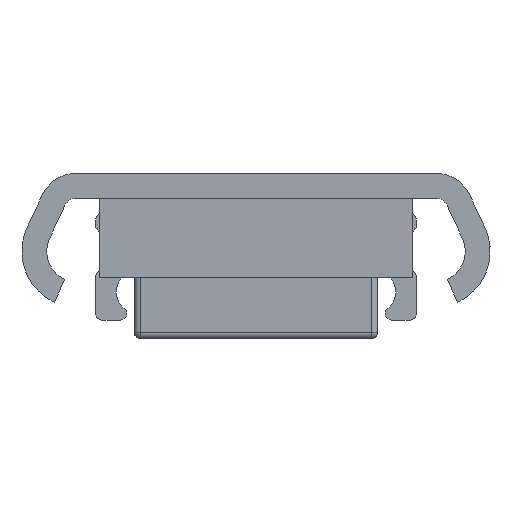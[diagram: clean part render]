
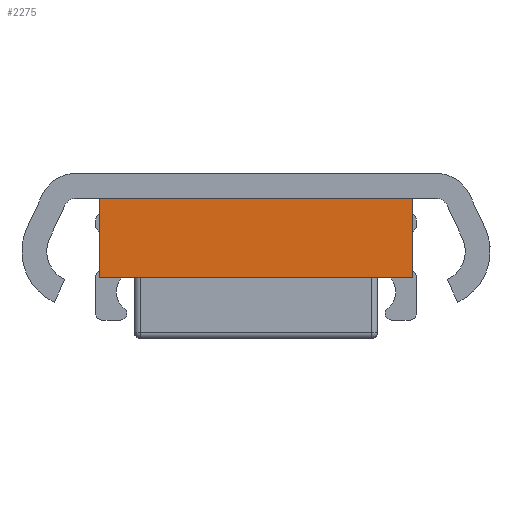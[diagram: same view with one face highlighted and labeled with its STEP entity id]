
A CAD part, left-side view. The second image highlights one B-rep face of the part: STEP entity #2275.
In plain terms, the highlighted planar face has unit normal (-1, 0, 0).
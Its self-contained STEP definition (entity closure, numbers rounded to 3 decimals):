
#67=PLANE('',#2537);
#219=LINE('',#3883,#395);
#220=LINE('',#3885,#396);
#221=LINE('',#3887,#397);
#222=LINE('',#3888,#398);
#395=VECTOR('',#3185,12.7);
#396=VECTOR('',#3186,50.);
#397=VECTOR('',#3187,12.7);
#398=VECTOR('',#3188,50.);
#569=FACE_OUTER_BOUND('',#731,.T.);
#731=EDGE_LOOP('',(#1979,#1980,#1981,#1982));
#1099=VERTEX_POINT('',#3881);
#1100=VERTEX_POINT('',#3882);
#1101=VERTEX_POINT('',#3884);
#1102=VERTEX_POINT('',#3886);
#1395=EDGE_CURVE('',#1099,#1100,#219,.T.);
#1396=EDGE_CURVE('',#1101,#1100,#220,.T.);
#1397=EDGE_CURVE('',#1102,#1101,#221,.T.);
#1398=EDGE_CURVE('',#1102,#1099,#222,.T.);
#1979=ORIENTED_EDGE('',*,*,#1395,.T.);
#1980=ORIENTED_EDGE('',*,*,#1396,.F.);
#1981=ORIENTED_EDGE('',*,*,#1397,.F.);
#1982=ORIENTED_EDGE('',*,*,#1398,.T.);
#2275=ADVANCED_FACE('',(#569),#67,.F.);
#2537=AXIS2_PLACEMENT_3D('',#3880,#3183,#3184);
#3183=DIRECTION('center_axis',(1.,0.,0.));
#3184=DIRECTION('ref_axis',(0.,0.,-1.));
#3185=DIRECTION('',(0.,0.,1.));
#3186=DIRECTION('',(0.,-1.,0.));
#3187=DIRECTION('',(0.,0.,1.));
#3188=DIRECTION('',(0.,-1.,0.));
#3880=CARTESIAN_POINT('Origin',(-248.85,25.,-16.7));
#3881=CARTESIAN_POINT('',(-248.85,-25.,-16.7));
#3882=CARTESIAN_POINT('',(-248.85,-25.,-4.));
#3883=CARTESIAN_POINT('',(-248.85,-25.,-16.7));
#3884=CARTESIAN_POINT('',(-248.85,25.,-4.));
#3885=CARTESIAN_POINT('',(-248.85,25.,-4.));
#3886=CARTESIAN_POINT('',(-248.85,25.,-16.7));
#3887=CARTESIAN_POINT('',(-248.85,25.,-16.7));
#3888=CARTESIAN_POINT('',(-248.85,25.,-16.7));
